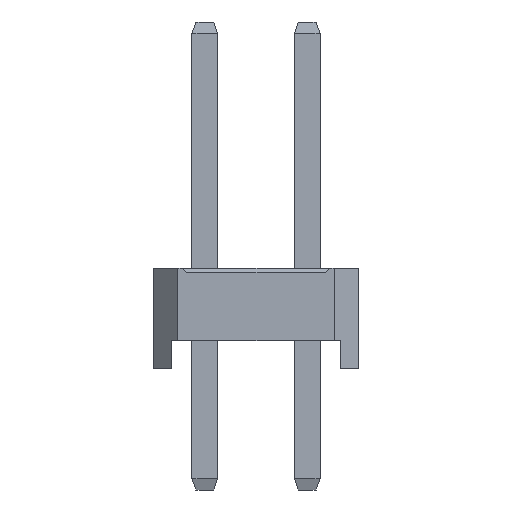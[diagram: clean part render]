
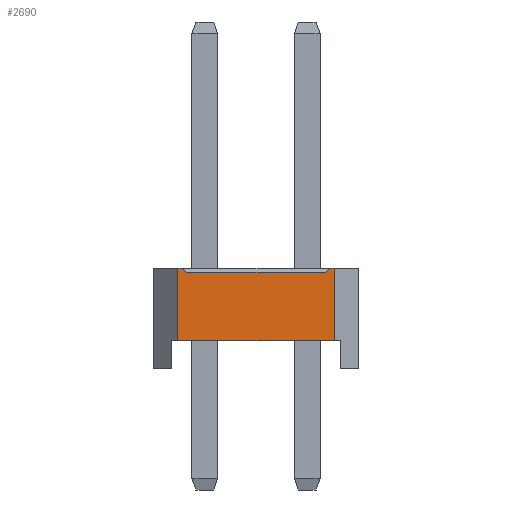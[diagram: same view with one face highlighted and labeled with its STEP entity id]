
A CAD part, left-side view. The second image highlights one B-rep face of the part: STEP entity #2690.
In plain terms, the highlighted planar face has unit normal (-1, 0, 0).
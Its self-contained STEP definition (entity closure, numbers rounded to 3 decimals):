
#2690=ADVANCED_FACE('',(#11076),#11078,.T.);
#11076=FACE_BOUND('',#11077,.T.);
#11077=EDGE_LOOP('',(#17641,#17642,#17643,#17644,#17645,#17646,#17647,#17648));
#11078=PLANE('',#11079);
#11079=AXIS2_PLACEMENT_3D('',#11080,#11081,#11082);
#11080=CARTESIAN_POINT('',(-1.27,3.21,0.));
#11081=DIRECTION('',(-1.,0.,0.));
#11082=DIRECTION('',(0.,-1.,0.));
#17641=ORIENTED_EDGE('',*,*,#21730,.F.);
#17642=ORIENTED_EDGE('',*,*,#21731,.T.);
#17643=ORIENTED_EDGE('',*,*,#21732,.F.);
#17644=ORIENTED_EDGE('',*,*,#20856,.F.);
#17645=ORIENTED_EDGE('',*,*,#21733,.F.);
#17646=ORIENTED_EDGE('',*,*,#20532,.T.);
#17647=ORIENTED_EDGE('',*,*,#21729,.T.);
#17648=ORIENTED_EDGE('',*,*,#20860,.F.);
#20532=EDGE_CURVE('',#22872,#22870,#22873,.T.);
#20856=EDGE_CURVE('',#23518,#23520,#23521,.T.);
#20860=EDGE_CURVE('',#23526,#23528,#23529,.T.);
#21729=EDGE_CURVE('',#22870,#23528,#24973,.T.);
#21730=EDGE_CURVE('',#24974,#23526,#24975,.F.);
#21731=EDGE_CURVE('',#24974,#24976,#24977,.T.);
#21732=EDGE_CURVE('',#23520,#24976,#24978,.F.);
#21733=EDGE_CURVE('',#22872,#23518,#24979,.T.);
#22870=VERTEX_POINT('',#26666);
#22872=VERTEX_POINT('',#26670);
#22873=LINE('',#26671,#26672);
#23518=VERTEX_POINT('',#27962);
#23520=VERTEX_POINT('',#27966);
#23521=LINE('',#27967,#27968);
#23526=VERTEX_POINT('',#27978);
#23528=VERTEX_POINT('',#27982);
#23529=LINE('',#27983,#27984);
#24973=LINE('',#31165,#31166);
#24974=VERTEX_POINT('',#31168);
#24975=LINE('',#31169,#31170);
#24976=VERTEX_POINT('',#31172);
#24977=LINE('',#31173,#31174);
#24978=LINE('',#31176,#31177);
#24979=LINE('',#31179,#31180);
#26666=CARTESIAN_POINT('',(-1.27,-0.67,0.7));
#26670=CARTESIAN_POINT('',(-1.27,3.21,0.7));
#26671=CARTESIAN_POINT('',(-1.27,3.21,0.7));
#26672=VECTOR('',#26673,1.);
#26673=DIRECTION('',(0.,-1.,0.));
#27962=CARTESIAN_POINT('',(-1.27,3.21,2.5));
#27966=CARTESIAN_POINT('',(-1.27,3.09,2.5));
#27967=CARTESIAN_POINT('',(-1.27,3.21,2.5));
#27968=VECTOR('',#27969,1.);
#27969=DIRECTION('',(0.,-1.,0.));
#27978=CARTESIAN_POINT('',(-1.27,-0.55,2.5));
#27982=CARTESIAN_POINT('',(-1.27,-0.67,2.5));
#27983=CARTESIAN_POINT('',(-1.27,-0.55,2.5));
#27984=VECTOR('',#27985,1.);
#27985=DIRECTION('',(0.,-1.,0.));
#31165=CARTESIAN_POINT('',(-1.27,-0.67,0.7));
#31166=VECTOR('',#31167,1.);
#31167=DIRECTION('',(0.,0.,1.));
#31168=CARTESIAN_POINT('',(-1.27,-0.45,2.4));
#31169=CARTESIAN_POINT('',(-1.27,-0.55,2.5));
#31170=VECTOR('',#31171,1.);
#31171=DIRECTION('',(0.,0.707,-0.707));
#31172=CARTESIAN_POINT('',(-1.27,2.99,2.4));
#31173=CARTESIAN_POINT('',(-1.27,-0.45,2.4));
#31174=VECTOR('',#31175,1.);
#31175=DIRECTION('',(0.,1.,0.));
#31176=CARTESIAN_POINT('',(-1.27,2.99,2.4));
#31177=VECTOR('',#31178,1.);
#31178=DIRECTION('',(0.,0.707,0.707));
#31179=CARTESIAN_POINT('',(-1.27,3.21,0.7));
#31180=VECTOR('',#31181,1.);
#31181=DIRECTION('',(0.,0.,1.));
